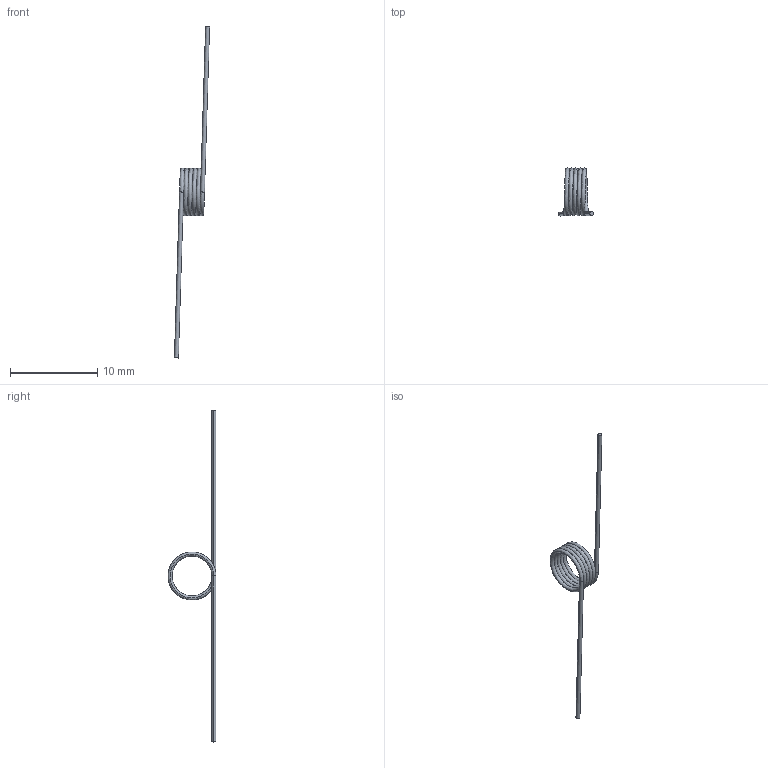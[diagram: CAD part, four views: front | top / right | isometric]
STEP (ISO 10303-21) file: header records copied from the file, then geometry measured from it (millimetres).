
FILE_DESCRIPTION (( 'STEP AP203' ), '1' );
FILE_NAME ('9271K880_MUSIC-WIRE STEEL TORSION SPRING_9271K88_sldprt.STEP', '2018-03-28T02:34:48', ( '' ), ( '' ), 'SwSTEP 2.0', 'SolidWorks 2017', '' );
FILE_SCHEMA (( 'CONFIG_CONTROL_DESIGN' ));
Length unit declared in the file: inch
Products named in the file (1): 9271K880_MUSIC-WIRE STEEL TORSION SPRING_9271K88_sldprt
Bounding box: 4.03 x 5.49 x 38.1 mm (x, y, z)
Volume: 19.2 mm3; surface area: 168.5 mm2
Topology: 1 solids, 1 shells, 8 faces, 14 edges, 8 vertices
Faces by surface type: cylinder 4, bspline 2, plane 2
Entity records: 1231 total; most frequent: CARTESIAN_POINT 1003, DIRECTION 34, ORIENTED_EDGE 28, AXIS2_PLACEMENT_3D 15, EDGE_CURVE 14, CIRCLE 8, VERTEX_POINT 8, ADVANCED_FACE 8
